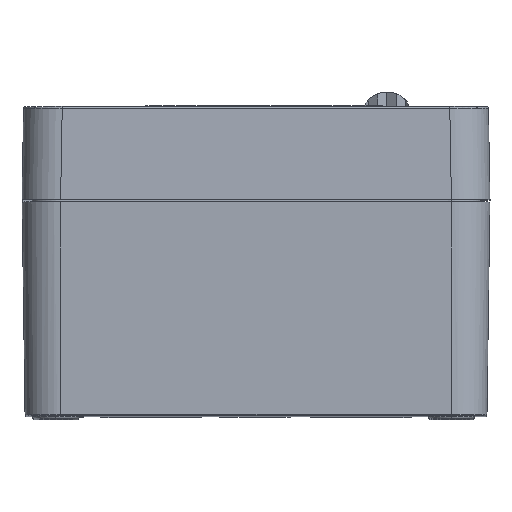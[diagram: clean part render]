
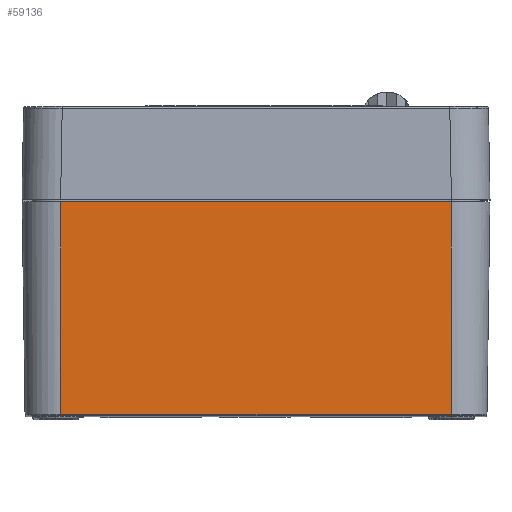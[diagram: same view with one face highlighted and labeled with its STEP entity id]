
A CAD part, top view. The second image highlights one B-rep face of the part: STEP entity #59136.
In plain terms, the highlighted planar face has unit normal (0, -0.014, 1).
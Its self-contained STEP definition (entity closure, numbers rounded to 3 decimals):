
#58715 = VERTEX_POINT ( 'NONE', #97194 ) ;
#58718 = EDGE_CURVE ( 'NONE', #58721, #58715, #97193, .T. ) ;
#58721 = VERTEX_POINT ( 'NONE', #97150 ) ;
#58893 = VERTEX_POINT ( 'NONE', #97633 ) ;
#58904 = VERTEX_POINT ( 'NONE', #97684 ) ;
#58908 = EDGE_CURVE ( 'NONE', #58893, #58904, #97682, .T. ) ;
#59056 = EDGE_CURVE ( 'NONE', #58715, #58893, #98327, .T. ) ;
#59134 = EDGE_CURVE ( 'NONE', #58904, #58721, #98490, .T. ) ;
#59136 = ADVANCED_FACE ( 'NONE', ( #98492 ), #98491, .T. ) ;
#59138 = EDGE_LOOP ( 'NONE', ( #59141, #59143, #59145, #59146 ) ) ;
#59141 = ORIENTED_EDGE ( 'NONE', *, *, #59134, .T. ) ;
#59143 = ORIENTED_EDGE ( 'NONE', *, *, #58718, .T. ) ;
#59145 = ORIENTED_EDGE ( 'NONE', *, *, #59056, .T. ) ;
#59146 = ORIENTED_EDGE ( 'NONE', *, *, #58908, .T. ) ;
#97150 = CARTESIAN_POINT ( 'NONE',  ( 63.254, -2.8, 101.461 ) ) ;
#97151 = DIRECTION ( 'NONE',  ( -1., 0., 0. ) ) ;
#97152 = VECTOR ( 'NONE', #97151, 1000. ) ;
#97153 = CARTESIAN_POINT ( 'NONE',  ( -75.75, -2.8, 101.461 ) ) ;
#97193 = LINE ( 'NONE', #97153, #97152 ) ;
#97194 = CARTESIAN_POINT ( 'NONE',  ( -63.254, -2.8, 101.461 ) ) ;
#97633 = CARTESIAN_POINT ( 'NONE',  ( -63.258, -71.507, 100.514 ) ) ;
#97679 = DIRECTION ( 'NONE',  ( 1., 0., 0. ) ) ;
#97680 = VECTOR ( 'NONE', #97679, 1000. ) ;
#97681 = CARTESIAN_POINT ( 'NONE',  ( -75.75, -71.507, 100.514 ) ) ;
#97682 = LINE ( 'NONE', #97681, #97680 ) ;
#97684 = CARTESIAN_POINT ( 'NONE',  ( 63.258, -71.507, 100.514 ) ) ;
#98322 = CARTESIAN_POINT ( 'NONE',  ( -63.258, -71.507, 100.514 ) ) ;
#98323 = CARTESIAN_POINT ( 'NONE',  ( -63.257, -48.605, 100.83 ) ) ;
#98324 = CARTESIAN_POINT ( 'NONE',  ( -63.255, -25.702, 101.146 ) ) ;
#98325 = CARTESIAN_POINT ( 'NONE',  ( -63.254, -2.8, 101.461 ) ) ;
#98327 = B_SPLINE_CURVE_WITH_KNOTS ( 'NONE', 3,
 ( #98325, #98324, #98323, #98322 ),
 .UNSPECIFIED., .F., .F.,
 ( 4, 4 ),
 ( 0.408, 0.599 ),
 .UNSPECIFIED. ) ;
#98486 = CARTESIAN_POINT ( 'NONE',  ( 63.255, -25.702, 101.146 ) ) ;
#98487 = CARTESIAN_POINT ( 'NONE',  ( 63.257, -48.605, 100.83 ) ) ;
#98488 = CARTESIAN_POINT ( 'NONE',  ( 63.258, -71.507, 100.514 ) ) ;
#98490 = B_SPLINE_CURVE_WITH_KNOTS ( 'NONE', 3,
 ( #98488, #98487, #98486, #98548 ),
 .UNSPECIFIED., .F., .F.,
 ( 4, 4 ),
 ( 0.401, 0.592 ),
 .UNSPECIFIED. ) ;
#98491 = PLANE ( 'NONE',  #98546 ) ;
#98492 = FACE_OUTER_BOUND ( 'NONE', #59138, .T. ) ;
#98543 = DIRECTION ( 'NONE',  ( 0., -1., -0.014 ) ) ;
#98544 = DIRECTION ( 'NONE',  ( 0., -0.014, 1. ) ) ;
#98545 = CARTESIAN_POINT ( 'NONE',  ( -75.75, 0., 101.5 ) ) ;
#98546 = AXIS2_PLACEMENT_3D ( 'NONE', #98545, #98544, #98543 ) ;
#98548 = CARTESIAN_POINT ( 'NONE',  ( 63.254, -2.8, 101.461 ) ) ;
